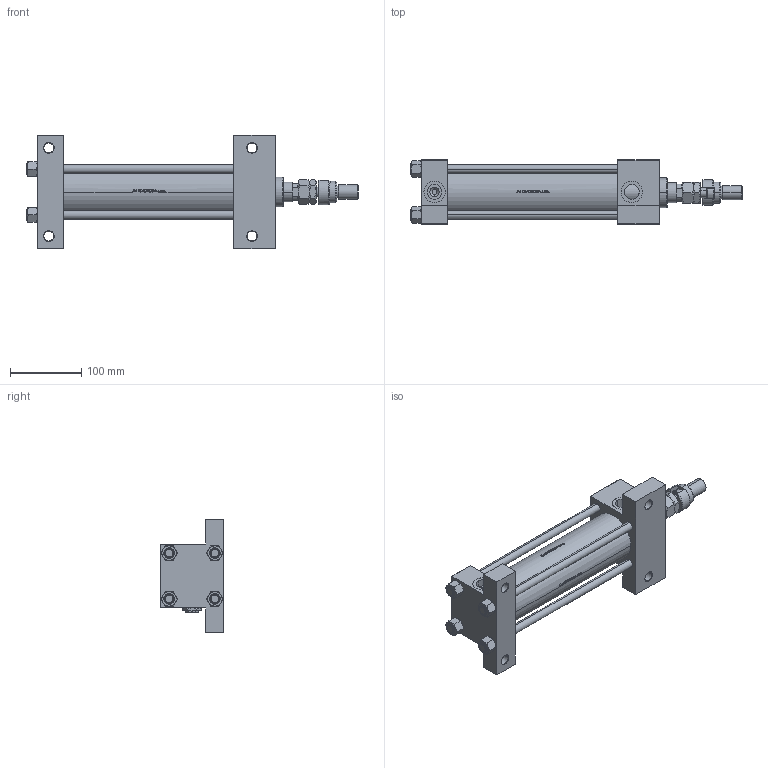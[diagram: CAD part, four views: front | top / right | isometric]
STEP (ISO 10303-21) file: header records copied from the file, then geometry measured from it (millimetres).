
FILE_DESCRIPTION (( 'STEP AP203' ), '1' );
FILE_NAME ('765f.STEP', '2024-10-24T11:23:26', ( '' ), ( '' ), 'SwSTEP 2.0', 'SolidWorks 2019', '' );
FILE_SCHEMA (( 'CONFIG_CONTROL_DESIGN' ));
Length unit declared in the file: millimetre
Products named in the file (10): FEMALE_PART_FOR_DFA 04d878d2bf954b4227bbd85723b44670; DFA 04d878d2bf954b4227bbd85723b44670; MFA 04d878d2bf954b4227bbd85723b44670; Zatka_pro_OIL_PORT 04d878d2bf954b4227bbd85723b44670; V215CR_G_TYCINKA 04d878d2bf954b4227bbd85723b44670; V215CR_G_Body 04d878d2bf954b4227bbd85723b44670; V215CR_VCP_G 04d878d2bf954b4227bbd85723b44670; V215_VC_A 04d878d2bf954b4227bbd85723b44670; NUT_M5_G 04d878d2bf954b4227bbd85723b44670; 765f
Assembly tree (16 placements, depth 3):
  765f
    V215CR_G_Body 04d878d2bf954b4227bbd85723b44670
    V215CR_VCP_G 04d878d2bf954b4227bbd85723b44670
    V215CR_G_TYCINKA 04d878d2bf954b4227bbd85723b44670  x4
    NUT_M5_G 04d878d2bf954b4227bbd85723b44670  x4
    V215_VC_A 04d878d2bf954b4227bbd85723b44670
    DFA 04d878d2bf954b4227bbd85723b44670
      FEMALE_PART_FOR_DFA 04d878d2bf954b4227bbd85723b44670
      MFA 04d878d2bf954b4227bbd85723b44670
    Zatka_pro_OIL_PORT 04d878d2bf954b4227bbd85723b44670  x2
Bounding box: 467 x 90 x 160 mm (x, y, z)
Volume: 1463067.7 mm3; surface area: 335189.5 mm2
Topology: 15 solids, 15 shells, 1269 faces, 3164 edges, 2013 vertices
Faces by surface type: plane 506, bspline 380, cone 226, cylinder 145, torus 12
Entity records: 52410 total; most frequent: CARTESIAN_POINT 27361, ORIENTED_EDGE 5628, DIRECTION 3658, EDGE_CURVE 2814, VERTEX_POINT 1811, LINE 1398, VECTOR 1398, EDGE_LOOP 1217
